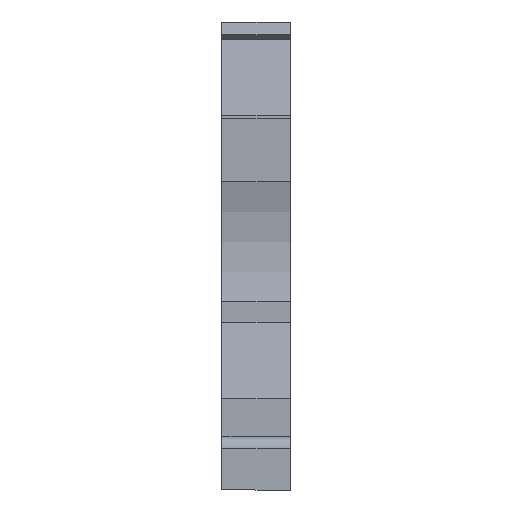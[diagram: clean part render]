
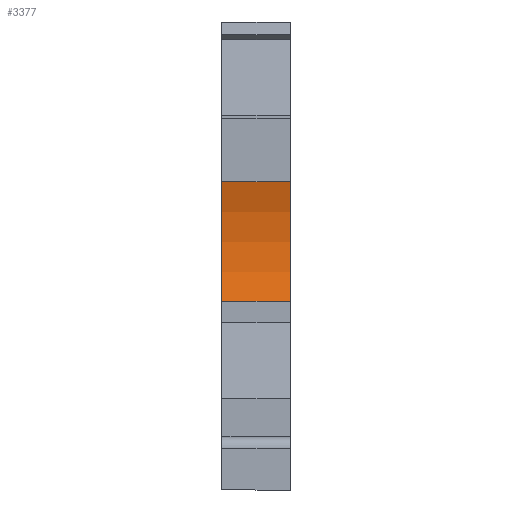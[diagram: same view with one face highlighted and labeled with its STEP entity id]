
A CAD part, front view. The second image highlights one B-rep face of the part: STEP entity #3377.
In plain terms, the highlighted cylindrical face has radius 15 mm (diameter 30 mm), a partial arc.
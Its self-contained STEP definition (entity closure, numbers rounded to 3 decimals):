
#288=CIRCLE('',#3563,15.);
#289=CIRCLE('',#3564,15.);
#326=CYLINDRICAL_SURFACE('',#3562,15.);
#436=VERTEX_POINT('',#4703);
#437=VERTEX_POINT('',#4705);
#444=VERTEX_POINT('',#4721);
#445=VERTEX_POINT('',#4723);
#786=VECTOR('',#3914,1.);
#793=VECTOR('',#3928,1.);
#1199=LINE('',#4704,#786);
#1206=LINE('',#4724,#793);
#1625=EDGE_CURVE('',#437,#436,#1199,.T.);
#1633=EDGE_CURVE('',#437,#444,#288,.T.);
#1634=EDGE_CURVE('',#436,#445,#289,.T.);
#1635=EDGE_CURVE('',#445,#444,#1206,.T.);
#2167=ORIENTED_EDGE('',*,*,#1633,.F.);
#2168=ORIENTED_EDGE('',*,*,#1625,.T.);
#2169=ORIENTED_EDGE('',*,*,#1634,.T.);
#2170=ORIENTED_EDGE('',*,*,#1635,.T.);
#3027=EDGE_LOOP('',(#2167,#2168,#2169,#2170));
#3202=FACE_BOUND('',#3027,.T.);
#3377=ADVANCED_FACE('',(#3202),#326,.F.);
#3562=AXIS2_PLACEMENT_3D('',#4719,#3922,#3923);
#3563=AXIS2_PLACEMENT_3D('',#4720,#3924,#3925);
#3564=AXIS2_PLACEMENT_3D('',#4722,#3926,#3927);
#3914=DIRECTION('',(0.,0.,1.));
#3922=DIRECTION('',(0.,0.,1.));
#3923=DIRECTION('',(14.888,1.828,0.));
#3924=DIRECTION('',(0.,0.,1.));
#3925=DIRECTION('',(14.888,1.828,0.));
#3926=DIRECTION('',(0.,0.,1.));
#3927=DIRECTION('',(14.888,1.828,0.));
#3928=DIRECTION('',(0.,0.,-1.));
#4703=CARTESIAN_POINT('',(9.839,9.301,0.));
#4704=CARTESIAN_POINT('',(9.839,9.301,-5.15));
#4705=CARTESIAN_POINT('',(9.839,9.301,-5.15));
#4719=CARTESIAN_POINT('',(-4.912,12.023,-5.15));
#4720=CARTESIAN_POINT('',(-4.912,12.023,-5.15));
#4721=CARTESIAN_POINT('',(8.742,18.233,-5.15));
#4722=CARTESIAN_POINT('',(-4.912,12.023,0.));
#4723=CARTESIAN_POINT('',(8.742,18.233,0.));
#4724=CARTESIAN_POINT('',(8.742,18.233,-5.15));
